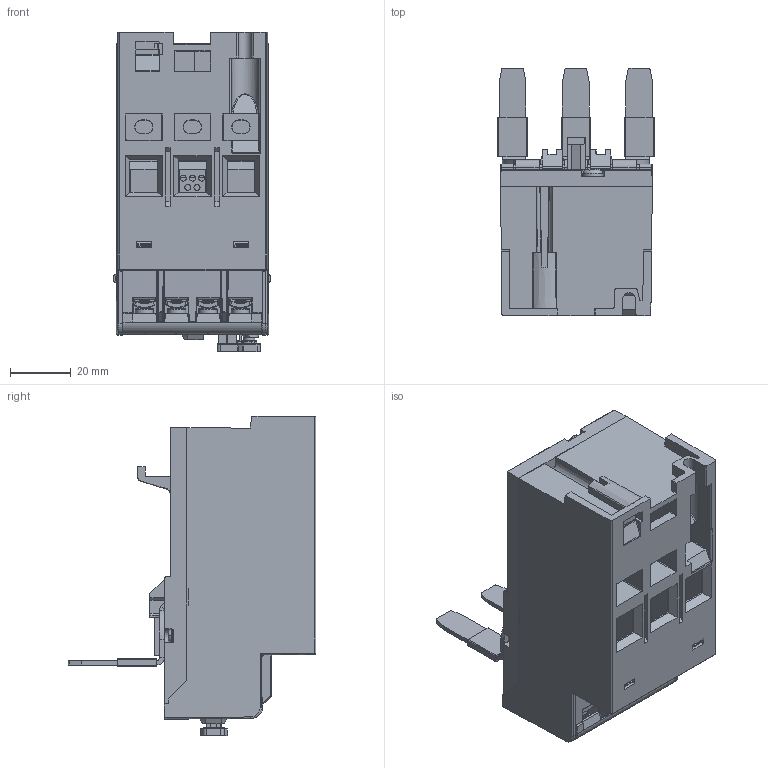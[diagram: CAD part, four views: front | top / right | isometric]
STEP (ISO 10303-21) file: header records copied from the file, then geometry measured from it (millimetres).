
FILE_DESCRIPTION((''),'2;1');
FILE_NAME('12R10004X01 - 320-B4 Body.stp','2015-05-26T11:55:25',('rshanor'),(''),'Autodesk Inventor 2013','Autodesk Inventor 2013','');
FILE_SCHEMA(('AUTOMOTIVE_DESIGN { 1 2 10303 214 0 1 1 1 }'));
Length unit declared in the file: centimetre
Products named in the file (1): 12R10004X01
Bounding box: 51.4 x 81.7 x 105.17 mm (x, y, z)
Surface area: 86376 mm2 (no closed solid volume)
Topology: 0 solids, 31 shells, 4271 faces, 11320 edges, 7117 vertices
Faces by surface type: plane 1947, cylinder 1173, bspline 622, torus 225, cone 169, sphere 135
Full cylindrical faces by diameter (mm): 0.5 x2, 0.8 x1, 1.23 x1, 1.6 x1, 1.8 x5, 1.9 x3, 2 x21, 2.1 x1, 2.2 x4, 2.3 x2, 2.4 x1, 2.5 x4, 2.56 x1, 2.9 x2, 3 x1, 3.3 x3, 3.53 x14, 3.65 x1, 3.7 x4, 3.9 x4, 4 x1, 4.2 x3, 4.35 x1, 4.45 x1, 4.65 x3, 5.1 x1, 5.3 x3, 6 x4, 6.2 x4, 6.3 x1
Entity records: 199082 total; most frequent: CARTESIAN_POINT 97658, ORIENTED_EDGE 21894, DIRECTION 20178, EDGE_CURVE 10947, AXIS2_PLACEMENT_3D 7011, VERTEX_POINT 6981, VECTOR 6156, LINE 6156
